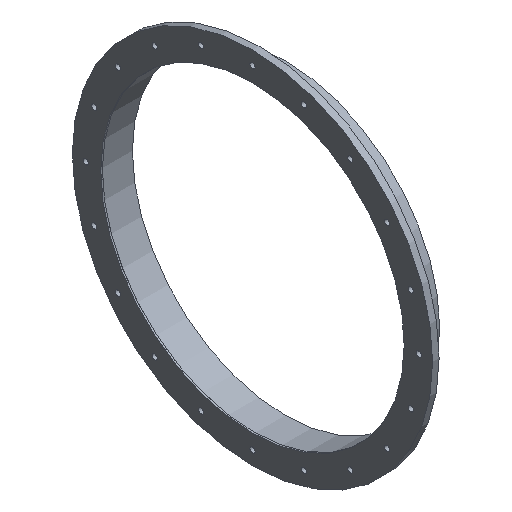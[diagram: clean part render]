
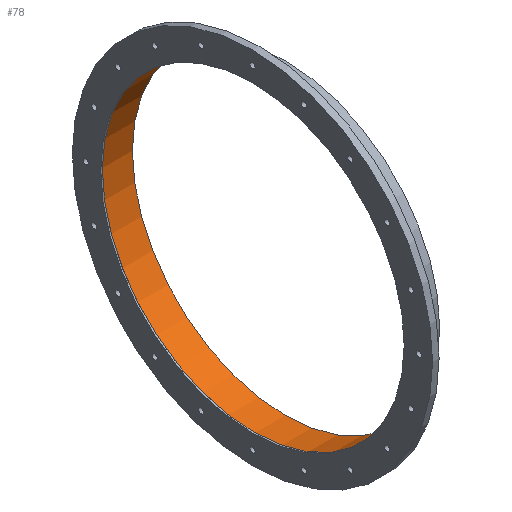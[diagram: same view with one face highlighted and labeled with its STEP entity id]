
A CAD part, isometric view. The second image highlights one B-rep face of the part: STEP entity #78.
In plain terms, the highlighted cylindrical face has radius 280 mm (diameter 560 mm), a full revolution.
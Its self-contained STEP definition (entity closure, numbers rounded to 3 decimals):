
#78 = ADVANCED_FACE( '', ( #197, #198 ), #199, .F. );
#197 = FACE_OUTER_BOUND( '', #356, .T. );
#198 = FACE_OUTER_BOUND( '', #357, .T. );
#199 = CYLINDRICAL_SURFACE( '', #358, 280. );
#356 = EDGE_LOOP( '', ( #535 ) );
#357 = EDGE_LOOP( '', ( #536 ) );
#358 = AXIS2_PLACEMENT_3D( '', #537, #538, #539 );
#535 = ORIENTED_EDGE( '', *, *, #693, .T. );
#536 = ORIENTED_EDGE( '', *, *, #694, .F. );
#537 = CARTESIAN_POINT( '', ( 60., 0., 0. ) );
#538 = DIRECTION( '', ( -1., 0., 0. ) );
#539 = DIRECTION( '', ( 0., 0., -1. ) );
#693 = EDGE_CURVE( '', #804, #804, #805, .T. );
#694 = EDGE_CURVE( '', #806, #806, #807, .T. );
#804 = VERTEX_POINT( '', #928 );
#805 = CIRCLE( '', #929, 280. );
#806 = VERTEX_POINT( '', #930 );
#807 = CIRCLE( '', #931, 280. );
#928 = CARTESIAN_POINT( '', ( 60., 0., -280. ) );
#929 = AXIS2_PLACEMENT_3D( '', #1073, #1074, #1075 );
#930 = CARTESIAN_POINT( '', ( 3., 0., -280. ) );
#931 = AXIS2_PLACEMENT_3D( '', #1076, #1077, #1078 );
#1073 = CARTESIAN_POINT( '', ( 60., 0., 0. ) );
#1074 = DIRECTION( '', ( 1., 0., 0. ) );
#1075 = DIRECTION( '', ( 0., 0., -1. ) );
#1076 = CARTESIAN_POINT( '', ( 3., 0., 0. ) );
#1077 = DIRECTION( '', ( 1., 0., 0. ) );
#1078 = DIRECTION( '', ( 0., 0., -1. ) );
